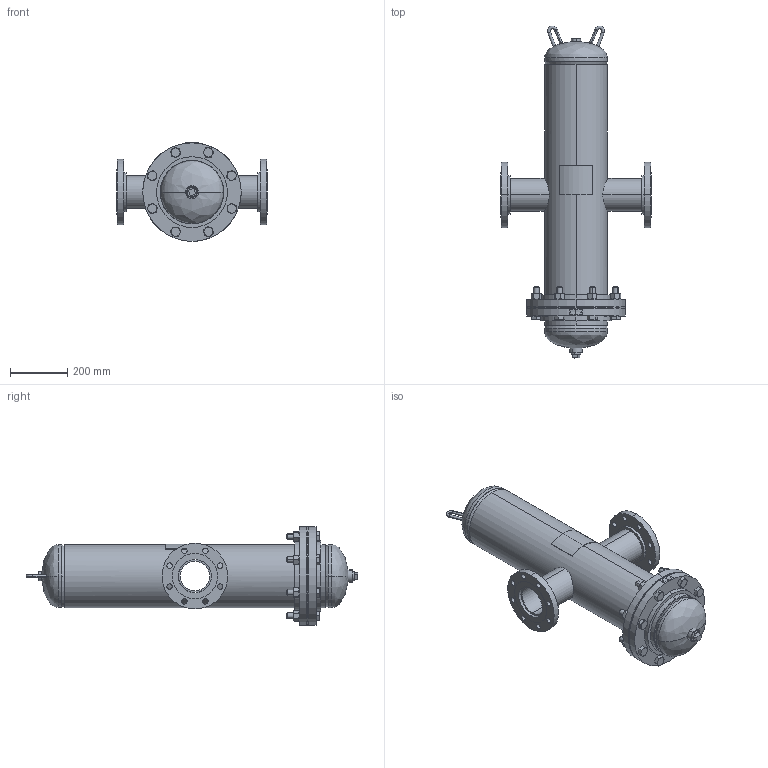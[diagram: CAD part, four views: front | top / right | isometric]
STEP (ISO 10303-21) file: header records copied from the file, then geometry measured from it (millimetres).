
FILE_DESCRIPTION (( 'STEP AP203' ), '1' );
FILE_NAME ('WVA-4HV.STEP', '2021-03-10T19:47:11', ( '' ), ( '' ), 'SwSTEP 2.0', 'SolidWorks 2021', '' );
FILE_SCHEMA (( 'CONFIG_CONTROL_DESIGN' ));
Length unit declared in the file: inch
Products named in the file (18): WVA-4HV; 99M3580_13.5; 9200005; 99P4037_32.75; 9301090_6.8125; 9600830_8.625" VERT; 9800630_HHNUT 0.7500-10-D-N; SORF FLANGES ASME B16.5_8 150# SA-105; Garlock F.F. Gaskets 150# .0625 tk_9471008; 9400540_tall; 9800582_HHBOLT 0.7500-10x4x4-N; 73J0661; PLUGS_9500150; 9500050; SORF FLANGES ASME B16.5_4 150# SA-105; 9500030; 99P3947
Assembly tree (36 placements, depth 2):
  WVA-4HV
    99P4037_32.75
    99P3947
    9200005
    9200005
    9500030
    9500050
    PLUGS_9500150
    9301090_6.8125  x2
    SORF FLANGES ASME B16.5_4 150# SA-105  x2
    SORF FLANGES ASME B16.5_8 150# SA-105  x2
    Garlock F.F. Gaskets 150# .0625 tk_9471008
    9800582_HHBOLT 0.7500-10x4x4-N  x8
    9800630_HHNUT 0.7500-10-D-N  x8
    9400540_tall  x2
    73J0661  x2
    99M3580_13.5
    9600830_8.625" VERT
Bounding box: 523.88 x 1155.07 x 343.65 mm (x, y, z)
Volume: 9239833.5 mm3; surface area: 2671188.5 mm2
Topology: 36 solids, 36 shells, 673 faces, 1504 edges, 916 vertices
Faces by surface type: cylinder 232, cone 214, plane 191, torus 20, bspline 16
Entity records: 12540 total; most frequent: CARTESIAN_POINT 3639, DIRECTION 1450, ORIENTED_EDGE 1252, AXIS2_PLACEMENT_3D 627, EDGE_CURVE 626, VERTEX_POINT 392, EDGE_LOOP 352, CIRCLE 334
